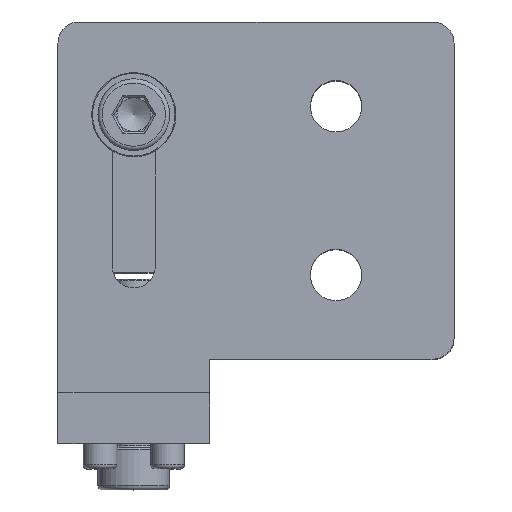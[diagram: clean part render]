
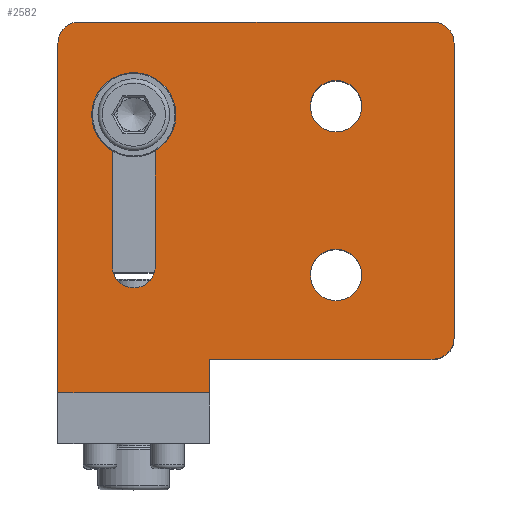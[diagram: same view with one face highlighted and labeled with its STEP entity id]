
A CAD part, top view. The second image highlights one B-rep face of the part: STEP entity #2582.
In plain terms, the highlighted planar face has unit normal (0, 0, 1).
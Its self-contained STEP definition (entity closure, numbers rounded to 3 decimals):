
#2187=CARTESIAN_POINT('',(366.,493.5,614.));
#2188=VERTEX_POINT('',#2187);
#2195=CARTESIAN_POINT('',(348.,493.5,614.));
#2196=VERTEX_POINT('',#2195);
#2197=CARTESIAN_POINT('',(366.,493.5,614.));
#2198=DIRECTION('',(-1.,0.,0.));
#2199=VECTOR('',#2198,18.);
#2200=LINE('',#2197,#2199);
#2201=EDGE_CURVE('',#2188,#2196,#2200,.T.);
#2399=CARTESIAN_POINT('',(392.5,497.5,614.));
#2400=VERTEX_POINT('',#2399);
#2407=CARTESIAN_POINT('',(366.,497.5,614.));
#2408=VERTEX_POINT('',#2407);
#2409=CARTESIAN_POINT('',(392.5,497.5,614.));
#2410=DIRECTION('',(-1.,0.,0.));
#2411=VECTOR('',#2410,26.5);
#2412=LINE('',#2409,#2411);
#2413=EDGE_CURVE('',#2400,#2408,#2412,.T.);
#2424=CARTESIAN_POINT('',(372.,517.5,614.));
#2425=DIRECTION('',(0.,0.,1.));
#2426=DIRECTION('',(-1.,0.,0.));
#2427=AXIS2_PLACEMENT_3D('',#2424,#2425,#2426);
#2428=PLANE('',#2427);
#2429=CARTESIAN_POINT('',(359.55,508.5,614.));
#2430=VERTEX_POINT('',#2429);
#2431=CARTESIAN_POINT('',(354.45,508.5,614.));
#2432=VERTEX_POINT('',#2431);
#2433=CARTESIAN_POINT('',(357.,508.5,614.));
#2434=DIRECTION('',(0.,-0.,-1.));
#2435=DIRECTION('',(1.,0.,0.));
#2436=AXIS2_PLACEMENT_3D('',#2433,#2434,#2435);
#2437=CIRCLE('',#2436,2.55);
#2438=EDGE_CURVE('',#2430,#2432,#2437,.T.);
#2439=ORIENTED_EDGE('',*,*,#2438,.T.);
#2440=CARTESIAN_POINT('',(354.45,526.5,614.));
#2441=VERTEX_POINT('',#2440);
#2442=CARTESIAN_POINT('',(354.45,526.5,614.));
#2443=DIRECTION('',(0.,-1.,-0.));
#2444=VECTOR('',#2443,18.);
#2445=LINE('',#2442,#2444);
#2446=EDGE_CURVE('',#2441,#2432,#2445,.T.);
#2447=ORIENTED_EDGE('',*,*,#2446,.F.);
#2448=CARTESIAN_POINT('',(359.55,526.5,614.));
#2449=VERTEX_POINT('',#2448);
#2450=CARTESIAN_POINT('',(357.,526.5,614.));
#2451=DIRECTION('',(0.,0.,-1.));
#2452=DIRECTION('',(-1.,0.,0.));
#2453=AXIS2_PLACEMENT_3D('',#2450,#2451,#2452);
#2454=CIRCLE('',#2453,2.55);
#2455=EDGE_CURVE('',#2441,#2449,#2454,.T.);
#2456=ORIENTED_EDGE('',*,*,#2455,.T.);
#2457=CARTESIAN_POINT('',(359.55,526.5,614.));
#2458=DIRECTION('',(0.,-1.,0.));
#2459=VECTOR('',#2458,18.);
#2460=LINE('',#2457,#2459);
#2461=EDGE_CURVE('',#2449,#2430,#2460,.T.);
#2462=ORIENTED_EDGE('',*,*,#2461,.T.);
#2463=EDGE_LOOP('',(#2439,#2447,#2456,#2462));
#2464=FACE_BOUND('',#2463,.T.);
#2465=CARTESIAN_POINT('',(377.95,527.5,614.));
#2466=VERTEX_POINT('',#2465);
#2467=CARTESIAN_POINT('',(384.05,527.5,614.));
#2468=VERTEX_POINT('',#2467);
#2469=CARTESIAN_POINT('',(381.,527.5,614.));
#2470=DIRECTION('',(0.,0.,1.));
#2471=DIRECTION('',(1.,0.,0.));
#2472=AXIS2_PLACEMENT_3D('',#2469,#2470,#2471);
#2473=CIRCLE('',#2472,3.05);
#2474=EDGE_CURVE('',#2466,#2468,#2473,.T.);
#2475=ORIENTED_EDGE('',*,*,#2474,.F.);
#2476=CARTESIAN_POINT('',(381.,527.5,614.));
#2477=DIRECTION('',(0.,0.,1.));
#2478=DIRECTION('',(1.,0.,0.));
#2479=AXIS2_PLACEMENT_3D('',#2476,#2477,#2478);
#2480=CIRCLE('',#2479,3.05);
#2481=EDGE_CURVE('',#2468,#2466,#2480,.T.);
#2482=ORIENTED_EDGE('',*,*,#2481,.F.);
#2483=EDGE_LOOP('',(#2475,#2482));
#2484=FACE_BOUND('',#2483,.T.);
#2485=CARTESIAN_POINT('',(377.95,507.5,614.));
#2486=VERTEX_POINT('',#2485);
#2487=CARTESIAN_POINT('',(384.05,507.5,614.));
#2488=VERTEX_POINT('',#2487);
#2489=CARTESIAN_POINT('',(381.,507.5,614.));
#2490=DIRECTION('',(0.,0.,1.));
#2491=DIRECTION('',(1.,0.,0.));
#2492=AXIS2_PLACEMENT_3D('',#2489,#2490,#2491);
#2493=CIRCLE('',#2492,3.05);
#2494=EDGE_CURVE('',#2486,#2488,#2493,.T.);
#2495=ORIENTED_EDGE('',*,*,#2494,.F.);
#2496=CARTESIAN_POINT('',(381.,507.5,614.));
#2497=DIRECTION('',(0.,0.,1.));
#2498=DIRECTION('',(1.,0.,0.));
#2499=AXIS2_PLACEMENT_3D('',#2496,#2497,#2498);
#2500=CIRCLE('',#2499,3.05);
#2501=EDGE_CURVE('',#2488,#2486,#2500,.T.);
#2502=ORIENTED_EDGE('',*,*,#2501,.F.);
#2503=EDGE_LOOP('',(#2495,#2502));
#2504=FACE_BOUND('',#2503,.T.);
#2505=CARTESIAN_POINT('',(366.,493.5,614.));
#2506=DIRECTION('',(-0.,1.,-0.));
#2507=VECTOR('',#2506,4.);
#2508=LINE('',#2505,#2507);
#2509=EDGE_CURVE('',#2188,#2408,#2508,.T.);
#2510=ORIENTED_EDGE('',*,*,#2509,.T.);
#2511=ORIENTED_EDGE('',*,*,#2413,.F.);
#2512=CARTESIAN_POINT('',(394.268,498.232,614.));
#2513=VERTEX_POINT('',#2512);
#2514=CARTESIAN_POINT('',(392.5,500.,614.));
#2515=DIRECTION('',(0.,0.,1.));
#2516=DIRECTION('',(1.,-0.,0.));
#2517=AXIS2_PLACEMENT_3D('',#2514,#2515,#2516);
#2518=CIRCLE('',#2517,2.5);
#2519=EDGE_CURVE('',#2400,#2513,#2518,.T.);
#2520=ORIENTED_EDGE('',*,*,#2519,.T.);
#2521=CARTESIAN_POINT('',(395.,500.,614.));
#2522=VERTEX_POINT('',#2521);
#2523=CARTESIAN_POINT('',(392.5,500.,614.));
#2524=DIRECTION('',(0.,0.,1.));
#2525=DIRECTION('',(1.,-0.,0.));
#2526=AXIS2_PLACEMENT_3D('',#2523,#2524,#2525);
#2527=CIRCLE('',#2526,2.5);
#2528=EDGE_CURVE('',#2513,#2522,#2527,.T.);
#2529=ORIENTED_EDGE('',*,*,#2528,.T.);
#2530=CARTESIAN_POINT('',(395.,535.,614.));
#2531=VERTEX_POINT('',#2530);
#2532=CARTESIAN_POINT('',(395.,535.,614.));
#2533=DIRECTION('',(0.,-1.,0.));
#2534=VECTOR('',#2533,35.);
#2535=LINE('',#2532,#2534);
#2536=EDGE_CURVE('',#2531,#2522,#2535,.T.);
#2537=ORIENTED_EDGE('',*,*,#2536,.F.);
#2538=CARTESIAN_POINT('',(394.268,536.768,614.));
#2539=VERTEX_POINT('',#2538);
#2540=CARTESIAN_POINT('',(392.5,535.,614.));
#2541=DIRECTION('',(0.,-0.,1.));
#2542=DIRECTION('',(1.,0.,0.));
#2543=AXIS2_PLACEMENT_3D('',#2540,#2541,#2542);
#2544=CIRCLE('',#2543,2.5);
#2545=EDGE_CURVE('',#2531,#2539,#2544,.T.);
#2546=ORIENTED_EDGE('',*,*,#2545,.T.);
#2547=CARTESIAN_POINT('',(392.5,537.5,614.));
#2548=VERTEX_POINT('',#2547);
#2549=CARTESIAN_POINT('',(392.5,535.,614.));
#2550=DIRECTION('',(0.,-0.,1.));
#2551=DIRECTION('',(1.,0.,0.));
#2552=AXIS2_PLACEMENT_3D('',#2549,#2550,#2551);
#2553=CIRCLE('',#2552,2.5);
#2554=EDGE_CURVE('',#2539,#2548,#2553,.T.);
#2555=ORIENTED_EDGE('',*,*,#2554,.T.);
#2556=CARTESIAN_POINT('',(350.5,537.5,614.));
#2557=VERTEX_POINT('',#2556);
#2558=CARTESIAN_POINT('',(350.5,537.5,614.));
#2559=DIRECTION('',(1.,0.,0.));
#2560=VECTOR('',#2559,42.);
#2561=LINE('',#2558,#2560);
#2562=EDGE_CURVE('',#2557,#2548,#2561,.T.);
#2563=ORIENTED_EDGE('',*,*,#2562,.F.);
#2564=CARTESIAN_POINT('',(348.,535.,614.));
#2565=VERTEX_POINT('',#2564);
#2566=CARTESIAN_POINT('',(350.5,535.,614.));
#2567=DIRECTION('',(0.,-0.,-1.));
#2568=DIRECTION('',(1.,0.,0.));
#2569=AXIS2_PLACEMENT_3D('',#2566,#2567,#2568);
#2570=CIRCLE('',#2569,2.5);
#2571=EDGE_CURVE('',#2565,#2557,#2570,.T.);
#2572=ORIENTED_EDGE('',*,*,#2571,.F.);
#2573=CARTESIAN_POINT('',(348.,493.5,614.));
#2574=DIRECTION('',(-0.,1.,-0.));
#2575=VECTOR('',#2574,41.5);
#2576=LINE('',#2573,#2575);
#2577=EDGE_CURVE('',#2196,#2565,#2576,.T.);
#2578=ORIENTED_EDGE('',*,*,#2577,.F.);
#2579=ORIENTED_EDGE('',*,*,#2201,.F.);
#2580=EDGE_LOOP('',(#2510,#2511,#2520,#2529,#2537,#2546,#2555,#2563,#2572,#2578,#2579));
#2581=FACE_BOUND('',#2580,.T.);
#2582=ADVANCED_FACE('',(#2464,#2484,#2504,#2581),#2428,.T.);
